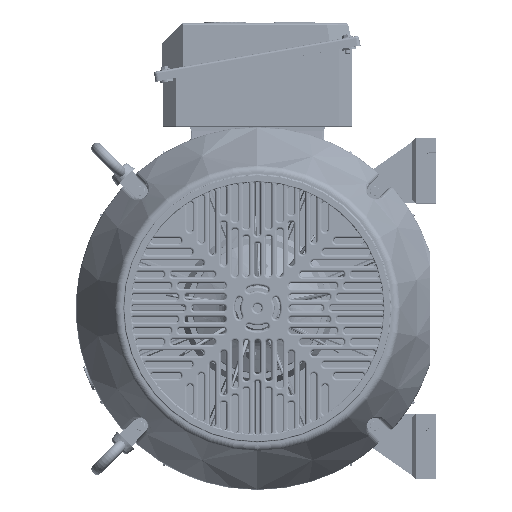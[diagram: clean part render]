
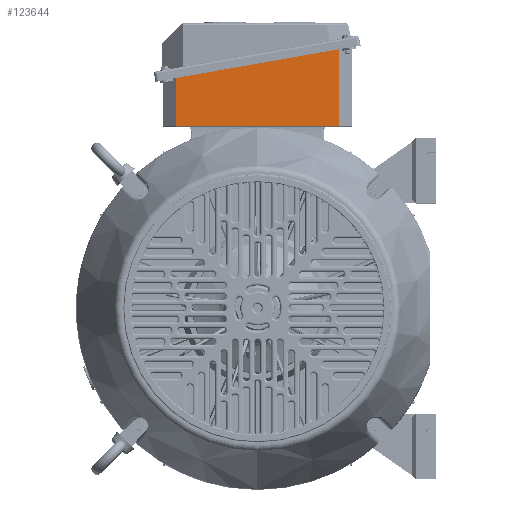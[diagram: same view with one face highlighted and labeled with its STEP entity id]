
A CAD part, top view. The second image highlights one B-rep face of the part: STEP entity #123644.
In plain terms, the highlighted planar face has unit normal (0, 0, 1).
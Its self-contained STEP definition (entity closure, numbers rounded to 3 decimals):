
#38251 = CARTESIAN_POINT ( 'NONE',  ( 18.929, 71.959, 121. ) ) ;
#38269 = CARTESIAN_POINT ( 'NONE',  ( 249.772, 4., 121. ) ) ;
#38270 = DIRECTION ( 'NONE',  ( 0., 1., 0. ) ) ;
#38271 = VECTOR ( 'NONE', #38270, 1000. ) ;
#38272 = CARTESIAN_POINT ( 'NONE',  ( 249.772, 0., 121. ) ) ;
#38273 = LINE ( 'NONE', #38272, #38271 ) ;
#38317 = CARTESIAN_POINT ( 'NONE',  ( 249.772, 112.662, 121. ) ) ;
#38318 = DIRECTION ( 'NONE',  ( 0.985, 0.174, 0. ) ) ;
#38319 = VECTOR ( 'NONE', #38318, 1000. ) ;
#38320 = CARTESIAN_POINT ( 'NONE',  ( -11.735, 66.552, 121. ) ) ;
#38321 = LINE ( 'NONE', #38320, #38319 ) ;
#38337 = DIRECTION ( 'NONE',  ( 0., -1., 0. ) ) ;
#38338 = VECTOR ( 'NONE', #38337, 1000. ) ;
#38339 = CARTESIAN_POINT ( 'NONE',  ( 18.929, 0., 121. ) ) ;
#38340 = LINE ( 'NONE', #38339, #38338 ) ;
#38341 = CARTESIAN_POINT ( 'NONE',  ( 18.929, 4., 121. ) ) ;
#38823 = AXIS2_PLACEMENT_3D ( 'NONE', #38887, #38886, #38885 ) ;
#38824 = PLANE ( 'NONE',  #38823 ) ;
#38825 = LINE ( 'NONE', #38884, #38883 ) ;
#38827 = FACE_OUTER_BOUND ( 'NONE', #123648, .T. ) ;
#38882 = DIRECTION ( 'NONE',  ( 1., 0., 0. ) ) ;
#38883 = VECTOR ( 'NONE', #38882, 1000. ) ;
#38884 = CARTESIAN_POINT ( 'NONE',  ( 0., 4., 121. ) ) ;
#38885 = DIRECTION ( 'NONE',  ( -1., 0., 0. ) ) ;
#38886 = DIRECTION ( 'NONE',  ( 0., 0., -1. ) ) ;
#38887 = CARTESIAN_POINT ( 'NONE',  ( 0., 0., 121. ) ) ;
#122791 = VERTEX_POINT ( 'NONE', #38251 ) ;
#122850 = EDGE_CURVE ( 'NONE', #122851, #122940, #38273, .T. ) ;
#122851 = VERTEX_POINT ( 'NONE', #38269 ) ;
#122905 = VERTEX_POINT ( 'NONE', #38341 ) ;
#122910 = EDGE_CURVE ( 'NONE', #122791, #122905, #38340, .T. ) ;
#122938 = EDGE_CURVE ( 'NONE', #122791, #122940, #38321, .T. ) ;
#122940 = VERTEX_POINT ( 'NONE', #38317 ) ;
#123644 = ADVANCED_FACE ( 'NONE', ( #38827 ), #38824, .F. ) ;
#123648 = EDGE_LOOP ( 'NONE', ( #123650, #123653, #123655, #123658 ) ) ;
#123650 = ORIENTED_EDGE ( 'NONE', *, *, #122910, .T. ) ;
#123653 = ORIENTED_EDGE ( 'NONE', *, *, #123654, .T. ) ;
#123654 = EDGE_CURVE ( 'NONE', #122905, #122851, #38825, .T. ) ;
#123655 = ORIENTED_EDGE ( 'NONE', *, *, #122850, .T. ) ;
#123658 = ORIENTED_EDGE ( 'NONE', *, *, #122938, .F. ) ;
